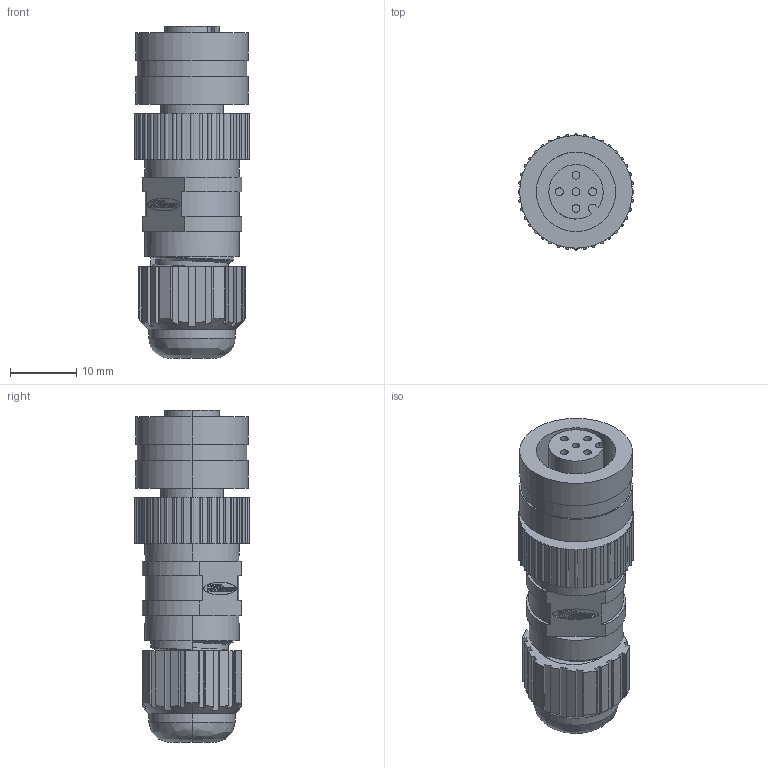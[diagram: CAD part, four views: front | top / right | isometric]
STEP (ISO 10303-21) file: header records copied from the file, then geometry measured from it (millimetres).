
FILE_DESCRIPTION (( 'STEP AP203' ), '1' );
FILE_NAME ('P150.STEP', '2020-03-31T03:53:35', ( 'edpusr' ), ( 'Microsoft' ), 'SwSTEP 2.0', 'SolidWorks 2015', '' );
FILE_SCHEMA (( 'CONFIG_CONTROL_DESIGN' ));
Length unit declared in the file: millimetre
Products named in the file (1): P150
Bounding box: 17.5 x 17.5 x 50.09 mm (x, y, z)
Volume: 7005.2 mm3; surface area: 5204 mm2
Topology: 23 solids, 23 shells, 646 faces, 1730 edges, 1148 vertices
Faces by surface type: cylinder 334, plane 299, bspline 10, cone 3
Entity records: 21257 total; most frequent: CARTESIAN_POINT 4621, DIRECTION 3571, ORIENTED_EDGE 3460, EDGE_CURVE 1730, AXIS2_PLACEMENT_3D 1315, VERTEX_POINT 1148, LINE 941, VECTOR 941
